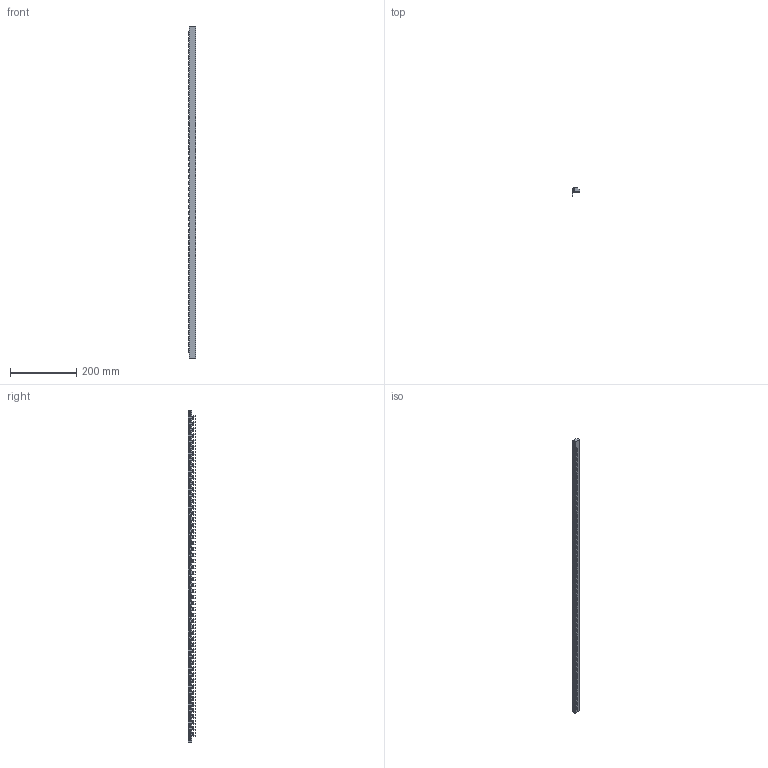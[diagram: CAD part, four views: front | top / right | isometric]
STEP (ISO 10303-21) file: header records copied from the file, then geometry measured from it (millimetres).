
FILE_DESCRIPTION (( 'STEP AP203' ), '1' );
FILE_NAME ('YNS11-3-063 Øèíà ñîåäèíèòåëüíàÿ òèïà FORK (âèëêà) 3Ð 63À (äë.1 ì) ÈÝÊ.STEP', '2016-09-06T11:19:43', ( '' ), ( '' ), 'SwSTEP 2.0', 'SolidWorks 2014', '' );
FILE_SCHEMA (( 'CONFIG_CONTROL_DESIGN' ));
Length unit declared in the file: millimetre
Products named in the file (1): YNS11-3-063 Øèíà ñîåäèíèòåëüíàÿ òèïà FORK (âèëêà) 3Ð 63À (äë.1 ì) ÈÝÊ
Bounding box: 21.8 x 23.3 x 1000 mm (x, y, z)
Volume: 192319.3 mm3; surface area: 92911.9 mm2
Topology: 1 solids, 1 shells, 991 faces, 2751 edges, 1762 vertices
Faces by surface type: plane 829, cylinder 162
Entity records: 31118 total; most frequent: CARTESIAN_POINT 5505, ORIENTED_EDGE 5502, DIRECTION 5059, EDGE_CURVE 2751, VECTOR 2427, LINE 2427, VERTEX_POINT 1762, AXIS2_PLACEMENT_3D 1316
